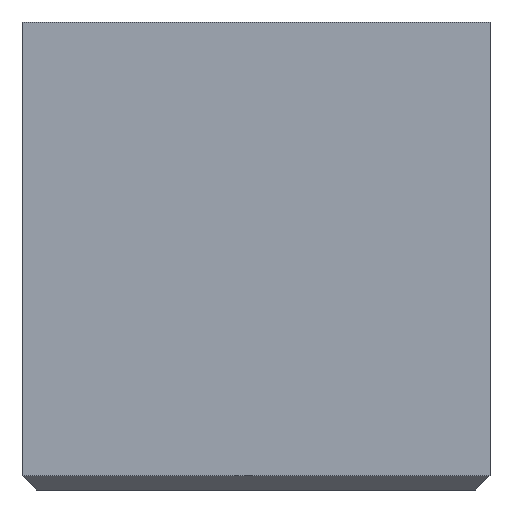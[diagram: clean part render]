
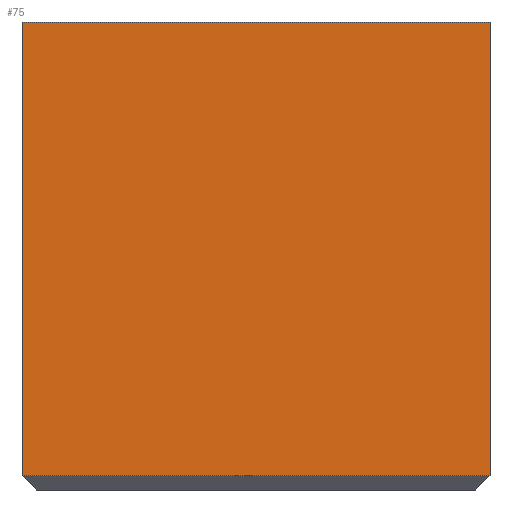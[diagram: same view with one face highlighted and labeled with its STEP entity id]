
A CAD part, left-side view. The second image highlights one B-rep face of the part: STEP entity #75.
In plain terms, the highlighted planar face has unit normal (-1, 0, 0).
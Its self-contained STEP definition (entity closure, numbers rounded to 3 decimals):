
#75 = ADVANCED_FACE( '', ( #87 ), #88, .F. );
#87 = FACE_OUTER_BOUND( '', #112, .T. );
#88 = PLANE( '', #113 );
#112 = EDGE_LOOP( '', ( #137, #138, #139, #140 ) );
#113 = AXIS2_PLACEMENT_3D( '', #141, #142, #143 );
#137 = ORIENTED_EDGE( '', *, *, #214, .T. );
#138 = ORIENTED_EDGE( '', *, *, #215, .T. );
#139 = ORIENTED_EDGE( '', *, *, #216, .F. );
#140 = ORIENTED_EDGE( '', *, *, #217, .F. );
#141 = CARTESIAN_POINT( '', ( -5., 5., 10. ) );
#142 = DIRECTION( '', ( 1., 0., 0. ) );
#143 = DIRECTION( '', ( 0., 0., -1. ) );
#214 = EDGE_CURVE( '', #236, #237, #238, .T. );
#215 = EDGE_CURVE( '', #237, #239, #240, .T. );
#216 = EDGE_CURVE( '', #241, #239, #242, .T. );
#217 = EDGE_CURVE( '', #236, #241, #243, .T. );
#236 = VERTEX_POINT( '', #272 );
#237 = VERTEX_POINT( '', #273 );
#238 = LINE( '', #274, #275 );
#239 = VERTEX_POINT( '', #276 );
#240 = LINE( '', #277, #278 );
#241 = VERTEX_POINT( '', #279 );
#242 = LINE( '', #280, #281 );
#243 = LINE( '', #282, #283 );
#272 = CARTESIAN_POINT( '', ( -5., 5., 10. ) );
#273 = CARTESIAN_POINT( '', ( -5., 5., 0.3 ) );
#274 = CARTESIAN_POINT( '', ( -5., 5., 10. ) );
#275 = VECTOR( '', #328, 1000. );
#276 = CARTESIAN_POINT( '', ( -5., -5., 0.3 ) );
#277 = CARTESIAN_POINT( '', ( -5., 5., 0.3 ) );
#278 = VECTOR( '', #329, 1000. );
#279 = CARTESIAN_POINT( '', ( -5., -5., 10. ) );
#280 = CARTESIAN_POINT( '', ( -5., -5., 10. ) );
#281 = VECTOR( '', #330, 1000. );
#282 = CARTESIAN_POINT( '', ( -5., 5., 10. ) );
#283 = VECTOR( '', #331, 1000. );
#328 = DIRECTION( '', ( 0., 0., -1. ) );
#329 = DIRECTION( '', ( 0., -1., 0. ) );
#330 = DIRECTION( '', ( 0., 0., -1. ) );
#331 = DIRECTION( '', ( 0., -1., 0. ) );
